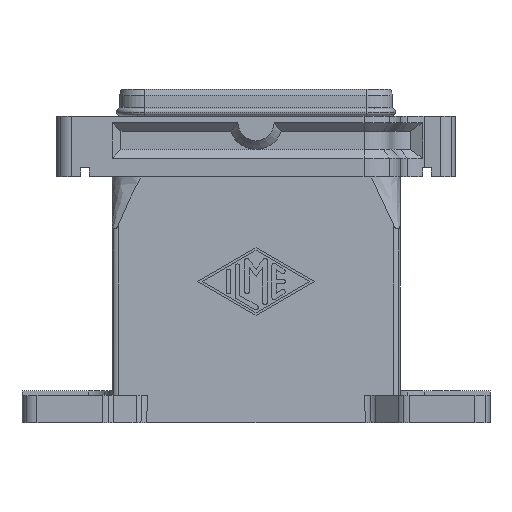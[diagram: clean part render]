
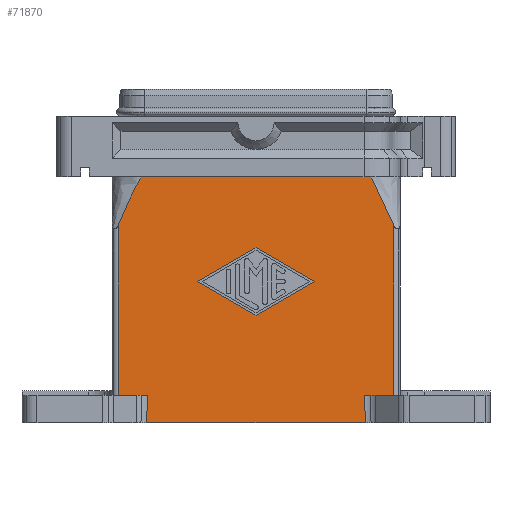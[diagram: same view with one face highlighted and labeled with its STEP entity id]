
A CAD part, front view. The second image highlights one B-rep face of the part: STEP entity #71870.
In plain terms, the highlighted planar face has unit normal (0, -1, 0.024).
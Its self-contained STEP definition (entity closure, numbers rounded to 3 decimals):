
#28560=CARTESIAN_POINT('',(-46.,-28.4,
-16.415));
#28570=VERTEX_POINT('',#28560);
#28620=CARTESIAN_POINT('',(-46.,-29.78,-73.));
#28630=DIRECTION('',(0.,0.024,1.));
#28640=VECTOR('',#28630,56.602);
#28650=LINE('',#28620,#28640);
#28660=CARTESIAN_POINT('',(-46.,-29.78,-73.));
#28670=VERTEX_POINT('',#28660);
#28680=EDGE_CURVE('',#28670,#28570,#28650,.T.);
#40000=CARTESIAN_POINT('',(36.427,-30.,-82.));
#40010=VERTEX_POINT('',#40000);
#40060=CARTESIAN_POINT('',(36.208,-29.78,-73.));
#40070=DIRECTION('',(0.024,-0.024,
-0.999));
#40080=VECTOR('',#40070,9.005);
#40090=LINE('',#40060,#40080);
#40100=CARTESIAN_POINT('',(36.208,-29.78,-73.));
#40110=VERTEX_POINT('',#40100);
#40120=EDGE_CURVE('',#40110,#40010,#40090,.T.);
#40980=CARTESIAN_POINT('',(-36.208,-29.78,-73.));
#40990=VERTEX_POINT('',#40980);
#41040=CARTESIAN_POINT('',(-36.427,-30.,-82.));
#41050=DIRECTION('',(0.024,0.024,
0.999));
#41060=VECTOR('',#41050,9.005);
#41070=LINE('',#41040,#41060);
#41080=CARTESIAN_POINT('',(-36.427,-30.,-82.));
#41090=VERTEX_POINT('',#41080);
#41100=EDGE_CURVE('',#41090,#40990,#41070,.T.);
#60770=CARTESIAN_POINT('',(19.5,-28.854,-35.));
#60780=VERTEX_POINT('',#60770);
#60950=CARTESIAN_POINT('',(0.,-28.579,-23.75));
#60960=VERTEX_POINT('',#60950);
#60990=CARTESIAN_POINT('',(0.,-28.579,-23.75));
#61000=DIRECTION('',(0.866,-0.012,
-0.5));
#61010=VECTOR('',#61000,22.514);
#61020=LINE('',#60990,#61010);
#61030=EDGE_CURVE('',#60960,#60780,#61020,.T.);
#61240=CARTESIAN_POINT('',(0.,-29.128,-46.25));
#61250=VERTEX_POINT('',#61240);
#61370=CARTESIAN_POINT('',(19.5,-28.854,-35.));
#61380=DIRECTION('',(-0.866,-0.012,
-0.5));
#61390=VECTOR('',#61380,22.514);
#61400=LINE('',#61370,#61390);
#61410=EDGE_CURVE('',#60780,#61250,#61400,.T.);
#62290=CARTESIAN_POINT('',(-19.5,-28.854,-35.));
#62300=VERTEX_POINT('',#62290);
#62420=CARTESIAN_POINT('',(0.,-29.128,-46.25));
#62430=DIRECTION('',(-0.866,0.012,
0.5));
#62440=VECTOR('',#62430,22.514);
#62450=LINE('',#62420,#62440);
#62460=EDGE_CURVE('',#61250,#62300,#62450,.T.);
#62710=CARTESIAN_POINT('',(-19.5,-28.854,-35.));
#62720=DIRECTION('',(0.866,0.012,
0.5));
#62730=VECTOR('',#62720,22.514);
#62740=LINE('',#62710,#62730);
#62750=EDGE_CURVE('',#62300,#60960,#62740,.T.);
#70970=CARTESIAN_POINT('',(48.,-30.,-82.));
#70980=DIRECTION('',(0.,1.,-0.024));
#70990=DIRECTION('',(0.,0.024,1.));
#71000=AXIS2_PLACEMENT_3D('',#70970,#70980,#70990);
#71010=PLANE('',#71000);
#71020=CARTESIAN_POINT('',(-36.208,-29.78,-73.));
#71030=DIRECTION('',(-1.,0.,0.));
#71040=VECTOR('',#71030,9.792);
#71050=LINE('',#71020,#71040);
#71060=EDGE_CURVE('',#40990,#28670,#71050,.T.);
#71070=ORIENTED_EDGE('',*,*,#71060,.F.);
#71080=ORIENTED_EDGE('',*,*,#28680,.F.);
#71090=CARTESIAN_POINT('',(-38.,-28.,0.));
#71100=CARTESIAN_POINT('',(-38.008,-28.,0.));
#71110=CARTESIAN_POINT('',(-38.016,-28.,
-0.002));
#71120=CARTESIAN_POINT('',(-38.038,-28.,
-0.009));
#71130=CARTESIAN_POINT('',(-38.054,-28.,
-0.018));
#71140=CARTESIAN_POINT('',(-38.113,-28.001,
-0.059));
#71150=CARTESIAN_POINT('',(-38.162,-28.003,
-0.111));
#71160=CARTESIAN_POINT('',(-38.342,-28.008,
-0.323));
#71170=CARTESIAN_POINT('',(-38.51,-28.014,
-0.58));
#71180=CARTESIAN_POINT('',(-39.239,-28.043,
-1.754));
#71190=CARTESIAN_POINT('',(-40.017,-28.08,
-3.28));
#71200=CARTESIAN_POINT('',(-42.162,-28.184,
-7.543));
#71210=CARTESIAN_POINT('',(-44.373,-28.303,
-12.44));
#71220=CARTESIAN_POINT('',(-46.,-28.4,
-16.415));
#71230=B_SPLINE_CURVE_WITH_KNOTS('',3,(#71090,#71100,#71110,#71120,
#71130,#71140,#71150,#71160,#71170,#71180,#71190,#71200,#71210,#71220),
.UNSPECIFIED.,.F.,.F.,(4,2,2,2,2,2,4),(0.,0.002,
0.007,0.022,0.07,0.286,
1.294),.UNSPECIFIED.);
#71240=CARTESIAN_POINT('',(-38.,-28.,0.));
#71250=VERTEX_POINT('',#71240);
#71260=EDGE_CURVE('',#71250,#28570,#71230,.T.);
#71270=ORIENTED_EDGE('',*,*,#71260,.T.);
#71280=CARTESIAN_POINT('',(-38.,-28.,0.));
#71290=DIRECTION('',(1.,0.,0.));
#71300=VECTOR('',#71290,76.);
#71310=LINE('',#71280,#71300);
#71320=CARTESIAN_POINT('',(38.,-28.,0.));
#71330=VERTEX_POINT('',#71320);
#71340=EDGE_CURVE('',#71250,#71330,#71310,.T.);
#71350=ORIENTED_EDGE('',*,*,#71340,.F.);
#71360=CARTESIAN_POINT('',(46.,-28.4,
-16.415));
#71370=CARTESIAN_POINT('',(45.71,-28.383,
-15.705));
#71380=CARTESIAN_POINT('',(45.412,-28.366,
-14.993));
#71390=CARTESIAN_POINT('',(44.12,-28.292,
-11.958));
#71400=CARTESIAN_POINT('',(42.995,-28.23,
-9.446));
#71410=CARTESIAN_POINT('',(40.493,-28.101,
-4.147));
#71420=CARTESIAN_POINT('',(39.28,-28.044,
-1.794));
#71430=CARTESIAN_POINT('',(38.449,-28.012,
-0.487));
#71440=CARTESIAN_POINT('',(38.26,-28.005,
-0.204));
#71450=CARTESIAN_POINT('',(38.098,-28.001,
-0.05));
#71460=CARTESIAN_POINT('',(38.072,-28.001,
-0.029));
#71470=CARTESIAN_POINT('',(38.039,-28.,
-0.01));
#71480=CARTESIAN_POINT('',(38.029,-28.,
-0.006));
#71490=CARTESIAN_POINT('',(38.014,-28.,
-0.001));
#71500=CARTESIAN_POINT('',(38.007,-28.,0.));
#71510=CARTESIAN_POINT('',(38.,-28.,0.));
#71520=B_SPLINE_CURVE_WITH_KNOTS('',3,(#71360,#71370,#71380,#71390,
#71400,#71410,#71420,#71430,#71440,#71450,#71460,#71470,#71480,#71490,
#71500,#71510),.UNSPECIFIED.,.F.,.F.,(4,2,2,2,2,2,2,4),(
0.168,0.391,1.152,2.143,
2.322,2.353,2.363,2.37),
.UNSPECIFIED.);
#71530=CARTESIAN_POINT('',(46.,-28.4,
-16.415));
#71540=VERTEX_POINT('',#71530);
#71550=EDGE_CURVE('',#71540,#71330,#71520,.T.);
#71560=ORIENTED_EDGE('',*,*,#71550,.T.);
#71570=CARTESIAN_POINT('',(46.,-28.4,
-16.415));
#71580=DIRECTION('',(0.,-0.024,-1.))
;
#71590=VECTOR('',#71580,56.602);
#71600=LINE('',#71570,#71590);
#71610=CARTESIAN_POINT('',(46.,-29.78,-73.));
#71620=VERTEX_POINT('',#71610);
#71630=EDGE_CURVE('',#71540,#71620,#71600,.T.);
#71640=ORIENTED_EDGE('',*,*,#71630,.F.);
#71650=CARTESIAN_POINT('',(36.208,-29.78,-73.));
#71660=DIRECTION('',(1.,0.,0.));
#71670=VECTOR('',#71660,9.792);
#71680=LINE('',#71650,#71670);
#71690=EDGE_CURVE('',#40110,#71620,#71680,.T.);
#71700=ORIENTED_EDGE('',*,*,#71690,.T.);
#71710=ORIENTED_EDGE('',*,*,#40120,.F.);
#71720=CARTESIAN_POINT('',(36.427,-30.,-82.));
#71730=DIRECTION('',(-1.,0.,0.));
#71740=VECTOR('',#71730,72.855);
#71750=LINE('',#71720,#71740);
#71760=EDGE_CURVE('',#40010,#41090,#71750,.T.);
#71770=ORIENTED_EDGE('',*,*,#71760,.F.);
#71780=ORIENTED_EDGE('',*,*,#41100,.F.);
#71790=EDGE_LOOP('',(#71780,#71770,#71710,#71700,#71640,#71560,#71350,
#71270,#71080,#71070));
#71800=FACE_OUTER_BOUND('',#71790,.T.);
#71810=ORIENTED_EDGE('',*,*,#61410,.T.);
#71820=ORIENTED_EDGE('',*,*,#61030,.T.);
#71830=ORIENTED_EDGE('',*,*,#62750,.T.);
#71840=ORIENTED_EDGE('',*,*,#62460,.T.);
#71850=EDGE_LOOP('',(#71840,#71830,#71820,#71810));
#71860=FACE_BOUND('',#71850,.T.);
#71870=ADVANCED_FACE('',(#71800,#71860),#71010,.F.);
